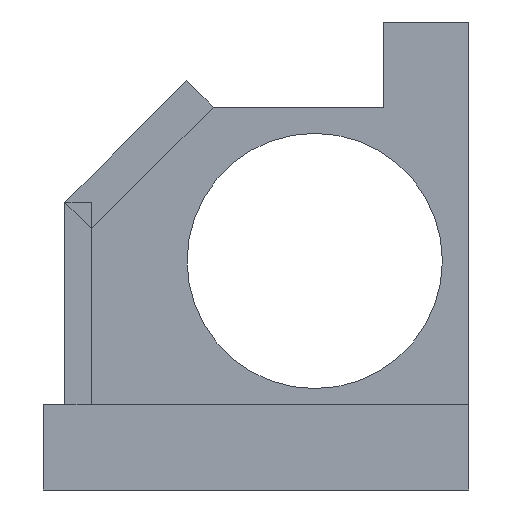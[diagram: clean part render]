
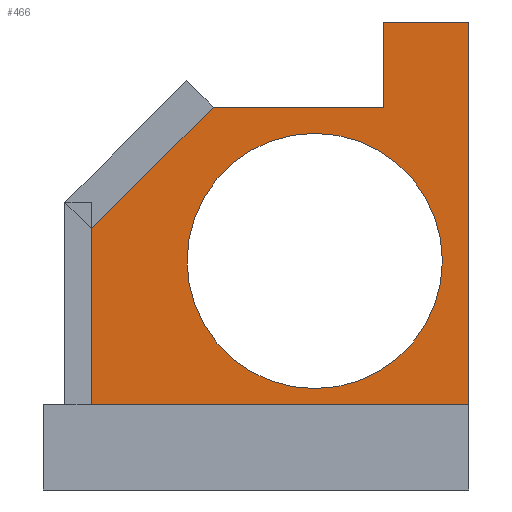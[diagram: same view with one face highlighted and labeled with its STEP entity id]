
A CAD part, front view. The second image highlights one B-rep face of the part: STEP entity #466.
In plain terms, the highlighted planar face has unit normal (0, -1, 0).
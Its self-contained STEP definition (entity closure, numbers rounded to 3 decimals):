
#166 = VERTEX_POINT('',#167);
#167 = CARTESIAN_POINT('',(20.,-4.,8.));
#173 = EDGE_CURVE('',#166,#174,#176,.T.);
#174 = VERTEX_POINT('',#175);
#175 = CARTESIAN_POINT('',(-15.473,-4.,8.));
#176 = LINE('',#177,#178);
#177 = CARTESIAN_POINT('',(20.,-4.,8.));
#178 = VECTOR('',#179,1.);
#179 = DIRECTION('',(-1.,0.,0.));
#466 = ADVANCED_FACE('',(#467,#516),#527,.F.);
#467 = FACE_BOUND('',#468,.F.);
#468 = EDGE_LOOP('',(#469,#477,#478,#486,#494,#502,#510));
#469 = ORIENTED_EDGE('',*,*,#470,.F.);
#470 = EDGE_CURVE('',#166,#471,#473,.T.);
#471 = VERTEX_POINT('',#472);
#472 = CARTESIAN_POINT('',(20.,-4.,44.));
#473 = LINE('',#474,#475);
#474 = CARTESIAN_POINT('',(20.,-4.,8.));
#475 = VECTOR('',#476,1.);
#476 = DIRECTION('',(0.,0.,1.));
#477 = ORIENTED_EDGE('',*,*,#173,.T.);
#478 = ORIENTED_EDGE('',*,*,#479,.T.);
#479 = EDGE_CURVE('',#174,#480,#482,.T.);
#480 = VERTEX_POINT('',#481);
#481 = CARTESIAN_POINT('',(-15.473,-4.,24.552));
#482 = LINE('',#483,#484);
#483 = CARTESIAN_POINT('',(-15.473,-4.,8.));
#484 = VECTOR('',#485,1.);
#485 = DIRECTION('',(0.,0.,1.));
#486 = ORIENTED_EDGE('',*,*,#487,.T.);
#487 = EDGE_CURVE('',#480,#488,#490,.T.);
#488 = VERTEX_POINT('',#489);
#489 = CARTESIAN_POINT('',(-4.025,-4.,36.));
#490 = LINE('',#491,#492);
#491 = CARTESIAN_POINT('',(-15.473,-4.,24.552));
#492 = VECTOR('',#493,1.);
#493 = DIRECTION('',(0.707,0.,0.707));
#494 = ORIENTED_EDGE('',*,*,#495,.F.);
#495 = EDGE_CURVE('',#496,#488,#498,.T.);
#496 = VERTEX_POINT('',#497);
#497 = CARTESIAN_POINT('',(12.,-4.,36.));
#498 = LINE('',#499,#500);
#499 = CARTESIAN_POINT('',(12.,-4.,36.));
#500 = VECTOR('',#501,1.);
#501 = DIRECTION('',(-1.,0.,0.));
#502 = ORIENTED_EDGE('',*,*,#503,.F.);
#503 = EDGE_CURVE('',#504,#496,#506,.T.);
#504 = VERTEX_POINT('',#505);
#505 = CARTESIAN_POINT('',(12.,-4.,44.));
#506 = LINE('',#507,#508);
#507 = CARTESIAN_POINT('',(12.,-4.,44.));
#508 = VECTOR('',#509,1.);
#509 = DIRECTION('',(0.,0.,-1.));
#510 = ORIENTED_EDGE('',*,*,#511,.T.);
#511 = EDGE_CURVE('',#504,#471,#512,.T.);
#512 = LINE('',#513,#514);
#513 = CARTESIAN_POINT('',(-15.473,-4.,44.));
#514 = VECTOR('',#515,1.);
#515 = DIRECTION('',(1.,0.,0.));
#516 = FACE_BOUND('',#517,.F.);
#517 = EDGE_LOOP('',(#518));
#518 = ORIENTED_EDGE('',*,*,#519,.T.);
#519 = EDGE_CURVE('',#520,#520,#522,.T.);
#520 = VERTEX_POINT('',#521);
#521 = CARTESIAN_POINT('',(17.523,-4.,21.532));
#522 = CIRCLE('',#523,12.);
#523 = AXIS2_PLACEMENT_3D('',#524,#525,#526);
#524 = CARTESIAN_POINT('',(5.523,-4.,21.532));
#525 = DIRECTION('',(0.,-1.,0.));
#526 = DIRECTION('',(1.,0.,0.));
#527 = PLANE('',#528);
#528 = AXIS2_PLACEMENT_3D('',#529,#530,#531);
#529 = CARTESIAN_POINT('',(-15.473,-4.,8.));
#530 = DIRECTION('',(0.,1.,0.));
#531 = DIRECTION('',(1.,0.,0.));
